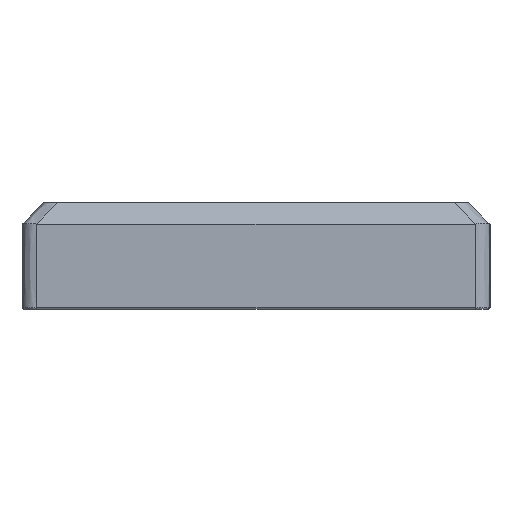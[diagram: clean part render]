
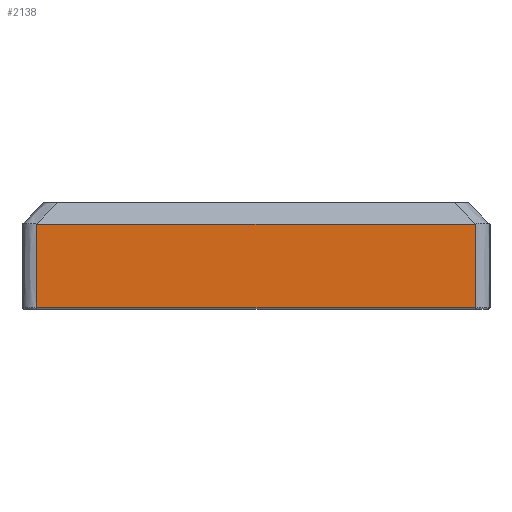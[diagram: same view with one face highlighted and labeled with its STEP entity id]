
A CAD part, left-side view. The second image highlights one B-rep face of the part: STEP entity #2138.
In plain terms, the highlighted planar face has unit normal (-1, 0, 0).
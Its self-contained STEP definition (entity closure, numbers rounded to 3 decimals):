
#55=PLANE('',#2334);
#112=B_SPLINE_CURVE_WITH_KNOTS('',3,(#3548,#3549,#3550,#3551),
 .UNSPECIFIED.,.F.,.F.,(4,4),(-1.635,0.08),
 .UNSPECIFIED.);
#115=B_SPLINE_CURVE_WITH_KNOTS('',3,(#3571,#3572,#3573,#3574),
 .UNSPECIFIED.,.F.,.F.,(4,4),(-0.08,1.635),
 .UNSPECIFIED.);
#180=LINE('',#3408,#346);
#195=LINE('',#3575,#361);
#346=VECTOR('',#2682,10.);
#361=VECTOR('',#2727,10.);
#565=FACE_OUTER_BOUND('',#700,.T.);
#700=EDGE_LOOP('',(#1626,#1627,#1628,#1629));
#985=VERTEX_POINT('',#3357);
#987=VERTEX_POINT('',#3406);
#1000=VERTEX_POINT('',#3547);
#1002=VERTEX_POINT('',#3570);
#1216=EDGE_CURVE('',#987,#985,#180,.T.);
#1241=EDGE_CURVE('',#985,#1000,#112,.T.);
#1244=EDGE_CURVE('',#1002,#987,#115,.T.);
#1245=EDGE_CURVE('',#1000,#1002,#195,.F.);
#1626=ORIENTED_EDGE('',*,*,#1216,.F.);
#1627=ORIENTED_EDGE('',*,*,#1244,.F.);
#1628=ORIENTED_EDGE('',*,*,#1245,.F.);
#1629=ORIENTED_EDGE('',*,*,#1241,.F.);
#2138=ADVANCED_FACE('',(#565),#55,.T.);
#2334=AXIS2_PLACEMENT_3D('',#3569,#2725,#2726);
#2682=DIRECTION('',(0.,1.,0.));
#2725=DIRECTION('center_axis',(-1.,0.,0.));
#2726=DIRECTION('ref_axis',(0.,-1.,0.));
#2727=DIRECTION('',(0.,1.,0.));
#3357=CARTESIAN_POINT('',(59.256,-45.588,-12.15));
#3406=CARTESIAN_POINT('',(59.256,-135.387,-12.15));
#3408=CARTESIAN_POINT('',(59.256,-46.388,-12.15));
#3547=CARTESIAN_POINT('',(59.256,-45.588,5.));
#3548=CARTESIAN_POINT('Ctrl Pts',(59.256,-45.588,-12.15));
#3549=CARTESIAN_POINT('Ctrl Pts',(59.256,-45.588,-6.433));
#3550=CARTESIAN_POINT('Ctrl Pts',(59.256,-45.588,-0.717));
#3551=CARTESIAN_POINT('Ctrl Pts',(59.256,-45.588,5.));
#3569=CARTESIAN_POINT('Origin',(59.256,-44.388,1.6));
#3570=CARTESIAN_POINT('',(59.256,-135.387,5.));
#3571=CARTESIAN_POINT('Ctrl Pts',(59.256,-135.387,5.));
#3572=CARTESIAN_POINT('Ctrl Pts',(59.256,-135.387,-0.717));
#3573=CARTESIAN_POINT('Ctrl Pts',(59.256,-135.387,-6.433));
#3574=CARTESIAN_POINT('Ctrl Pts',(59.256,-135.387,-12.15));
#3575=CARTESIAN_POINT('',(59.256,-55.913,5.));
